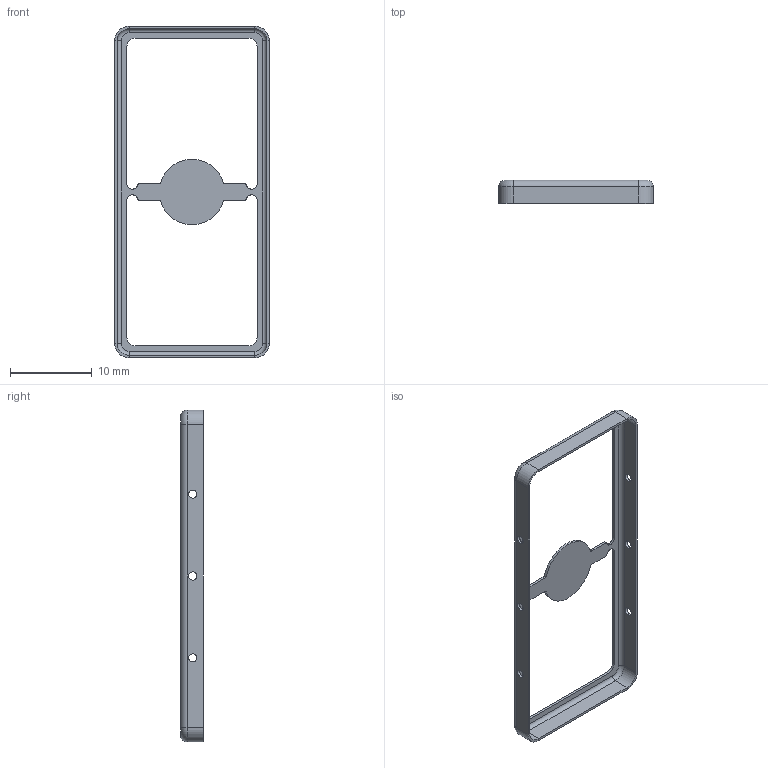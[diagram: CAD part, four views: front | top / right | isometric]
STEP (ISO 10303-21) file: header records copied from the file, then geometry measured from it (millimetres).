
FILE_DESCRIPTION (( 'STEP AP203' ), '1' );
FILE_NAME ('MS405-10F.step', '2020-11-15T06:00:35', ( '' ), ( '' ), 'SwSTEP 2.0', 'SolidWorks 2018', '' );
FILE_SCHEMA (( 'CONFIG_CONTROL_DESIGN' ));
Length unit declared in the file: millimetre
Products named in the file (1): MS405-10F
Bounding box: 18.9 x 2.8 x 40.5 mm (x, y, z)
Volume: 144.2 mm3; surface area: 1044.2 mm2
Topology: 1 solids, 1 shells, 86 faces, 220 edges, 136 vertices
Faces by surface type: cylinder 50, plane 28, torus 8
Entity records: 2725 total; most frequent: DIRECTION 502, CARTESIAN_POINT 443, ORIENTED_EDGE 440, EDGE_CURVE 220, AXIS2_PLACEMENT_3D 195, VERTEX_POINT 136, VECTOR 112, LINE 112
